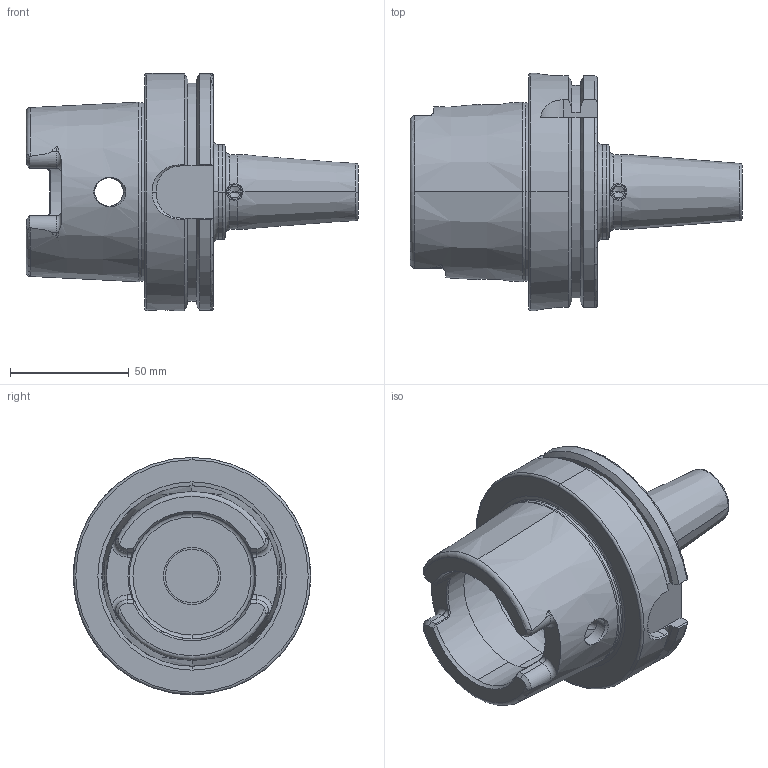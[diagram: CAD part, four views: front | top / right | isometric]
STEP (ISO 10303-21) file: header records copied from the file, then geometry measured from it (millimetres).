
FILE_DESCRIPTION((''),'2;1');
FILE_NAME('HSK100A-SFH12_7-95_3D20201221','2020-12-22T16:13:10',('user'),(''),'CREO PARAMETRIC BY PTC INC, 2018400','CREO PARAMETRIC BY PTC INC, 2018400','');
FILE_SCHEMA(('CONFIG_CONTROL_DESIGN'));
Length unit declared in the file: millimetre
Products named in the file (1): HSK100A-SFH12_7-95_3D20201221
Bounding box: 140 x 100 x 100 mm (x, y, z)
Volume: 288912.5 mm3; surface area: 59145.3 mm2
Topology: 1 solids, 7 shells, 216 faces, 546 edges, 338 vertices
Faces by surface type: cylinder 80, plane 60, cone 43, torus 29, bspline 4
Entity records: 7305 total; most frequent: CARTESIAN_POINT 2158, DIRECTION 1082, ORIENTED_EDGE 1054, EDGE_CURVE 538, AXIS2_PLACEMENT_3D 444, VERTEX_POINT 338, EDGE_LOOP 235, CIRCLE 231
